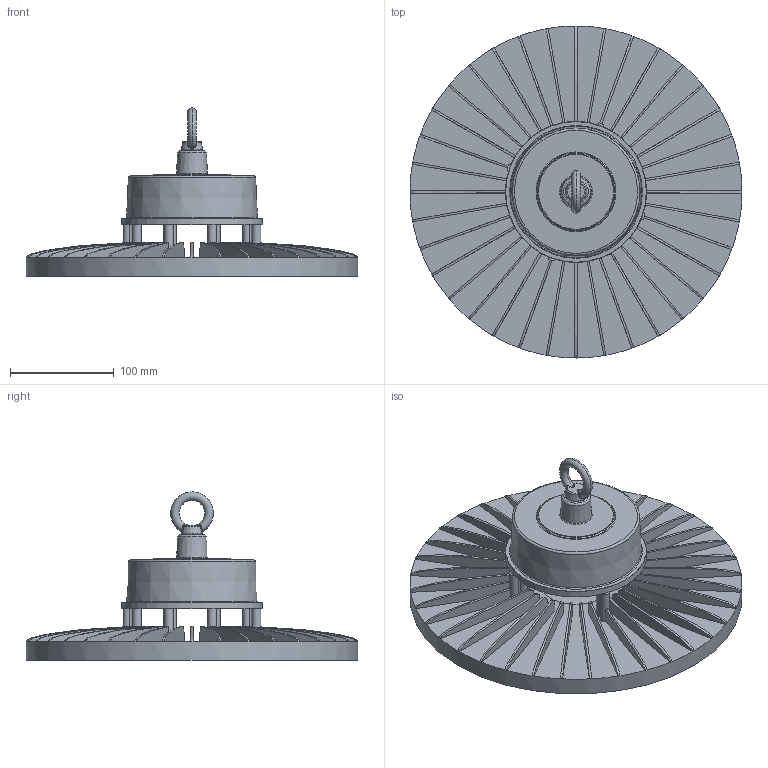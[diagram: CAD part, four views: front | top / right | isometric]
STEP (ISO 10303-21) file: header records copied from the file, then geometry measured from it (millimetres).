
FILE_DESCRIPTION (( 'STEP AP214' ), '1' );
FILE_NAME ('HB_G5_200.STEP', '2024-06-11T11:13:07', ( '' ), ( '' ), 'SwSTEP 2.0', 'SolidWorks 2022', '' );
FILE_SCHEMA (( 'AUTOMOTIVE_DESIGN' ));
Length unit declared in the file: millimetre
Products named in the file (1): HB_G5_200
Bounding box: 319.5 x 319.5 x 162 mm (x, y, z)
Volume: 1396316.2 mm3; surface area: 464238 mm2
Topology: 5 solids, 5 shells, 266 faces, 663 edges, 410 vertices
Faces by surface type: plane 135, bspline 57, cylinder 49, torus 13, cone 12
Full cylindrical faces by diameter (mm): 69.052 x1, 70.2 x1, 281.9 x1, 282.293 x1, 319.5 x1
Entity records: 15246 total; most frequent: CARTESIAN_POINT 6421, ORIENTED_EDGE 1270, DIRECTION 1072, EDGE_CURVE 635, VERTEX_POINT 405, AXIS2_PLACEMENT_3D 391, EDGE_LOOP 298, LINE 290
